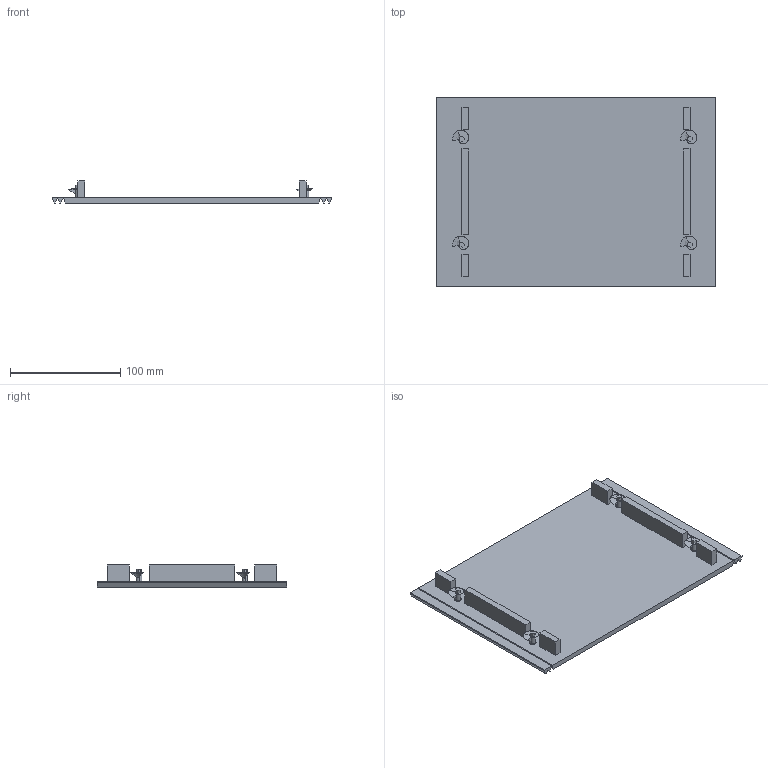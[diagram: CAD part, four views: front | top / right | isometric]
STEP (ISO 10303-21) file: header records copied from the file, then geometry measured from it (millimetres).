
FILE_DESCRIPTION (( 'STEP AP214' ), '1' );
FILE_NAME ('assmebled.STEP', '2025-07-18T19:10:43', ( '' ), ( '' ), 'SwSTEP 2.0', 'SolidWorks 2023', '' );
FILE_SCHEMA (( 'AUTOMOTIVE_DESIGN' ));
Length unit declared in the file: millimetre
Products named in the file (3): screw_pin; plate_with_holes; assmebled
Assembly tree (5 placements, depth 2):
  assmebled
    plate_with_holes
    screw_pin  x4
Bounding box: 254 x 172 x 20 mm (x, y, z)
Volume: 233010.9 mm3; surface area: 105185.3 mm2
Topology: 5 solids, 5 shells, 148 faces, 348 edges, 220 vertices
Faces by surface type: plane 96, cone 32, cylinder 12, bspline 8
Entity records: 3207 total; most frequent: CARTESIAN_POINT 977, ORIENTED_EDGE 450, DIRECTION 408, EDGE_CURVE 225, VECTOR 188, LINE 188, VERTEX_POINT 145, AXIS2_PLACEMENT_3D 110
